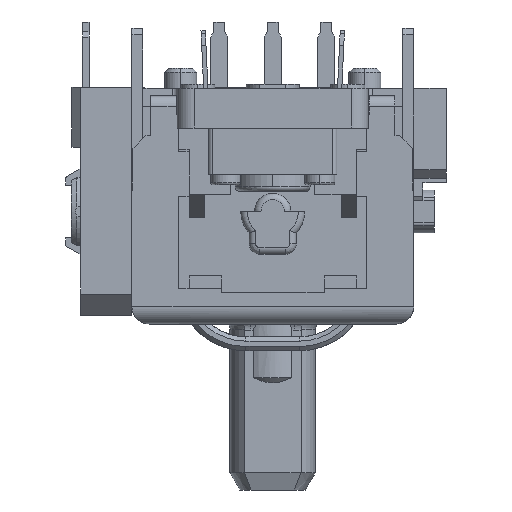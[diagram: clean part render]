
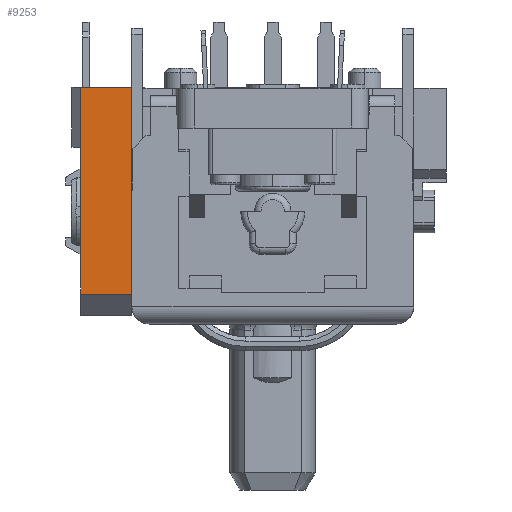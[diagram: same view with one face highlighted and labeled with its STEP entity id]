
A CAD part, left-side view. The second image highlights one B-rep face of the part: STEP entity #9253.
In plain terms, the highlighted planar face has unit normal (-1, 0, 0).
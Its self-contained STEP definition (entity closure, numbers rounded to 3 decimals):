
#3433 = PLANE('',#3434);
#3434 = AXIS2_PLACEMENT_3D('',#3435,#3436,#3437);
#3435 = CARTESIAN_POINT('',(-3.325,9.373,0.9));
#3436 = DIRECTION('',(0.,0.,-1.));
#3437 = DIRECTION('',(-1.,0.,0.));
#4185 = PLANE('',#4186);
#4186 = AXIS2_PLACEMENT_3D('',#4187,#4188,#4189);
#4187 = CARTESIAN_POINT('',(5.5,6.575,-4.55));
#4188 = DIRECTION('',(0.,1.,0.));
#4189 = DIRECTION('',(0.,0.,-1.));
#9221 = PLANE('',#9222);
#9222 = AXIS2_PLACEMENT_3D('',#9223,#9224,#9225);
#9223 = CARTESIAN_POINT('',(-9.05,8.975,-4.425));
#9224 = DIRECTION('',(0.,-1.,0.));
#9225 = DIRECTION('',(-1.,0.,0.));
#9253 = ADVANCED_FACE('',(#9254),#9268,.F.);
#9254 = FACE_BOUND('',#9255,.T.);
#9255 = EDGE_LOOP('',(#9256,#9286,#9309,#9332));
#9256 = ORIENTED_EDGE('',*,*,#9257,.F.);
#9257 = EDGE_CURVE('',#9258,#9260,#9262,.T.);
#9258 = VERTEX_POINT('',#9259);
#9259 = CARTESIAN_POINT('',(-4.725,6.575,0.9));
#9260 = VERTEX_POINT('',#9261);
#9261 = CARTESIAN_POINT('',(-4.725,6.575,-8.75));
#9262 = SURFACE_CURVE('',#9263,(#9267,#9279),.PCURVE_S1.);
#9263 = LINE('',#9264,#9265);
#9264 = CARTESIAN_POINT('',(-4.725,6.575,-8.75));
#9265 = VECTOR('',#9266,1.);
#9266 = DIRECTION('',(0.,0.,-1.));
#9267 = PCURVE('',#9268,#9273);
#9268 = PLANE('',#9269);
#9269 = AXIS2_PLACEMENT_3D('',#9270,#9271,#9272);
#9270 = CARTESIAN_POINT('',(-4.725,6.575,-8.75));
#9271 = DIRECTION('',(1.,0.,0.));
#9272 = DIRECTION('',(0.,0.,1.));
#9273 = DEFINITIONAL_REPRESENTATION('',(#9274),#9278);
#9274 = LINE('',#9275,#9276);
#9275 = CARTESIAN_POINT('',(0.,0.));
#9276 = VECTOR('',#9277,1.);
#9277 = DIRECTION('',(-1.,0.));
#9278 = ( GEOMETRIC_REPRESENTATION_CONTEXT(2) 
PARAMETRIC_REPRESENTATION_CONTEXT() REPRESENTATION_CONTEXT('2D SPACE',''
  ) );
#9279 = PCURVE('',#4185,#9280);
#9280 = DEFINITIONAL_REPRESENTATION('',(#9281),#9285);
#9281 = LINE('',#9282,#9283);
#9282 = CARTESIAN_POINT('',(4.2,10.225));
#9283 = VECTOR('',#9284,1.);
#9284 = DIRECTION('',(1.,0.));
#9285 = ( GEOMETRIC_REPRESENTATION_CONTEXT(2) 
PARAMETRIC_REPRESENTATION_CONTEXT() REPRESENTATION_CONTEXT('2D SPACE',''
  ) );
#9286 = ORIENTED_EDGE('',*,*,#9287,.T.);
#9287 = EDGE_CURVE('',#9258,#9288,#9290,.T.);
#9288 = VERTEX_POINT('',#9289);
#9289 = CARTESIAN_POINT('',(-4.725,8.975,0.9));
#9290 = SURFACE_CURVE('',#9291,(#9295,#9302),.PCURVE_S1.);
#9291 = LINE('',#9292,#9293);
#9292 = CARTESIAN_POINT('',(-4.725,8.975,0.9));
#9293 = VECTOR('',#9294,1.);
#9294 = DIRECTION('',(0.,1.,0.));
#9295 = PCURVE('',#9268,#9296);
#9296 = DEFINITIONAL_REPRESENTATION('',(#9297),#9301);
#9297 = LINE('',#9298,#9299);
#9298 = CARTESIAN_POINT('',(9.65,-2.4));
#9299 = VECTOR('',#9300,1.);
#9300 = DIRECTION('',(0.,-1.));
#9301 = ( GEOMETRIC_REPRESENTATION_CONTEXT(2) 
PARAMETRIC_REPRESENTATION_CONTEXT() REPRESENTATION_CONTEXT('2D SPACE',''
  ) );
#9302 = PCURVE('',#3433,#9303);
#9303 = DEFINITIONAL_REPRESENTATION('',(#9304),#9308);
#9304 = LINE('',#9305,#9306);
#9305 = CARTESIAN_POINT('',(1.4,-0.398));
#9306 = VECTOR('',#9307,1.);
#9307 = DIRECTION('',(0.,1.));
#9308 = ( GEOMETRIC_REPRESENTATION_CONTEXT(2) 
PARAMETRIC_REPRESENTATION_CONTEXT() REPRESENTATION_CONTEXT('2D SPACE',''
  ) );
#9309 = ORIENTED_EDGE('',*,*,#9310,.T.);
#9310 = EDGE_CURVE('',#9288,#9311,#9313,.T.);
#9311 = VERTEX_POINT('',#9312);
#9312 = CARTESIAN_POINT('',(-4.725,8.975,-8.75));
#9313 = SURFACE_CURVE('',#9314,(#9318,#9325),.PCURVE_S1.);
#9314 = LINE('',#9315,#9316);
#9315 = CARTESIAN_POINT('',(-4.725,8.975,-8.75));
#9316 = VECTOR('',#9317,1.);
#9317 = DIRECTION('',(0.,0.,-1.));
#9318 = PCURVE('',#9268,#9319);
#9319 = DEFINITIONAL_REPRESENTATION('',(#9320),#9324);
#9320 = LINE('',#9321,#9322);
#9321 = CARTESIAN_POINT('',(0.,-2.4));
#9322 = VECTOR('',#9323,1.);
#9323 = DIRECTION('',(-1.,0.));
#9324 = ( GEOMETRIC_REPRESENTATION_CONTEXT(2) 
PARAMETRIC_REPRESENTATION_CONTEXT() REPRESENTATION_CONTEXT('2D SPACE',''
  ) );
#9325 = PCURVE('',#9221,#9326);
#9326 = DEFINITIONAL_REPRESENTATION('',(#9327),#9331);
#9327 = LINE('',#9328,#9329);
#9328 = CARTESIAN_POINT('',(-4.325,4.325));
#9329 = VECTOR('',#9330,1.);
#9330 = DIRECTION('',(0.,1.));
#9331 = ( GEOMETRIC_REPRESENTATION_CONTEXT(2) 
PARAMETRIC_REPRESENTATION_CONTEXT() REPRESENTATION_CONTEXT('2D SPACE',''
  ) );
#9332 = ORIENTED_EDGE('',*,*,#9333,.F.);
#9333 = EDGE_CURVE('',#9260,#9311,#9334,.T.);
#9334 = SURFACE_CURVE('',#9335,(#9339,#9346),.PCURVE_S1.);
#9335 = LINE('',#9336,#9337);
#9336 = CARTESIAN_POINT('',(-4.725,6.575,-8.75));
#9337 = VECTOR('',#9338,1.);
#9338 = DIRECTION('',(0.,1.,0.));
#9339 = PCURVE('',#9268,#9340);
#9340 = DEFINITIONAL_REPRESENTATION('',(#9341),#9345);
#9341 = LINE('',#9342,#9343);
#9342 = CARTESIAN_POINT('',(0.,0.));
#9343 = VECTOR('',#9344,1.);
#9344 = DIRECTION('',(0.,-1.));
#9345 = ( GEOMETRIC_REPRESENTATION_CONTEXT(2) 
PARAMETRIC_REPRESENTATION_CONTEXT() REPRESENTATION_CONTEXT('2D SPACE',''
  ) );
#9346 = PCURVE('',#9347,#9352);
#9347 = PLANE('',#9348);
#9348 = AXIS2_PLACEMENT_3D('',#9349,#9350,#9351);
#9349 = CARTESIAN_POINT('',(-4.725,6.575,-8.75));
#9350 = DIRECTION('',(0.707,0.,0.707
    ));
#9351 = DIRECTION('',(-0.707,0.,0.707
    ));
#9352 = DEFINITIONAL_REPRESENTATION('',(#9353),#9357);
#9353 = LINE('',#9354,#9355);
#9354 = CARTESIAN_POINT('',(0.,0.));
#9355 = VECTOR('',#9356,1.);
#9356 = DIRECTION('',(0.,-1.));
#9357 = ( GEOMETRIC_REPRESENTATION_CONTEXT(2) 
PARAMETRIC_REPRESENTATION_CONTEXT() REPRESENTATION_CONTEXT('2D SPACE',''
  ) );
